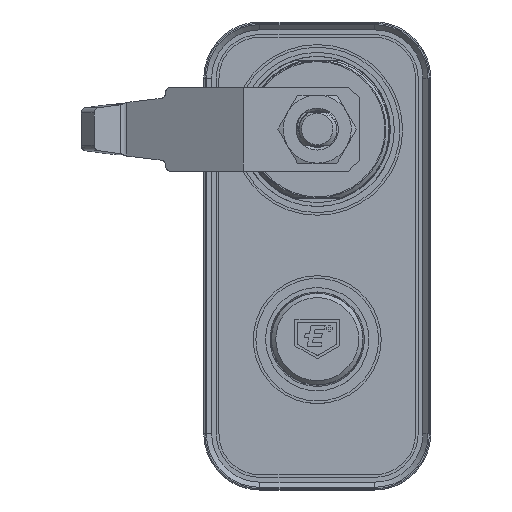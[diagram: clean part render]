
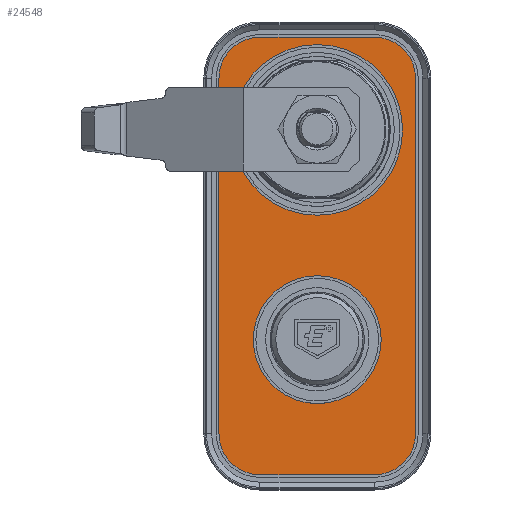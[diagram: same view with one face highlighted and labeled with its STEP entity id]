
A CAD part, top view. The second image highlights one B-rep face of the part: STEP entity #24548.
In plain terms, the highlighted planar face has unit normal (0, 0, 1).
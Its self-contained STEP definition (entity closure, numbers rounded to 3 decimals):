
#913=FACE_BOUND('',#6391,.T.);
#914=FACE_BOUND('',#6392,.T.);
#1170=CIRCLE('',#26182,7.8);
#1171=CIRCLE('',#26183,7.8);
#1172=CIRCLE('',#26184,7.8);
#1173=CIRCLE('',#26185,7.8);
#1174=CIRCLE('',#26186,12.2);
#1175=CIRCLE('',#26187,16.273);
#1988=LINE('',#42830,#3263);
#1989=LINE('',#42834,#3264);
#1990=LINE('',#42838,#3265);
#1991=LINE('',#42841,#3266);
#3263=VECTOR('',#28668,1.);
#3264=VECTOR('',#28671,1.);
#3265=VECTOR('',#28674,1.);
#3266=VECTOR('',#28677,1.);
#4953=FACE_OUTER_BOUND('',#6390,.T.);
#6390=EDGE_LOOP('',(#17173,#17174,#17175,#17176,#17177,#17178,#17179,#17180));
#6391=EDGE_LOOP('',(#17181));
#6392=EDGE_LOOP('',(#17182));
#9715=VERTEX_POINT('',#42826);
#9716=VERTEX_POINT('',#42827);
#9717=VERTEX_POINT('',#42829);
#9718=VERTEX_POINT('',#42831);
#9719=VERTEX_POINT('',#42833);
#9720=VERTEX_POINT('',#42835);
#9721=VERTEX_POINT('',#42837);
#9722=VERTEX_POINT('',#42839);
#9723=VERTEX_POINT('',#42842);
#9724=VERTEX_POINT('',#42844);
#12580=EDGE_CURVE('',#9715,#9716,#1170,.T.);
#12581=EDGE_CURVE('',#9716,#9717,#1988,.T.);
#12582=EDGE_CURVE('',#9717,#9718,#1171,.T.);
#12583=EDGE_CURVE('',#9718,#9719,#1989,.T.);
#12584=EDGE_CURVE('',#9719,#9720,#1172,.T.);
#12585=EDGE_CURVE('',#9720,#9721,#1990,.T.);
#12586=EDGE_CURVE('',#9721,#9722,#1173,.T.);
#12587=EDGE_CURVE('',#9722,#9715,#1991,.T.);
#12588=EDGE_CURVE('',#9723,#9723,#1174,.T.);
#12589=EDGE_CURVE('',#9724,#9724,#1175,.T.);
#17173=ORIENTED_EDGE('',*,*,#12580,.T.);
#17174=ORIENTED_EDGE('',*,*,#12581,.T.);
#17175=ORIENTED_EDGE('',*,*,#12582,.T.);
#17176=ORIENTED_EDGE('',*,*,#12583,.T.);
#17177=ORIENTED_EDGE('',*,*,#12584,.T.);
#17178=ORIENTED_EDGE('',*,*,#12585,.T.);
#17179=ORIENTED_EDGE('',*,*,#12586,.T.);
#17180=ORIENTED_EDGE('',*,*,#12587,.T.);
#17181=ORIENTED_EDGE('',*,*,#12588,.T.);
#17182=ORIENTED_EDGE('',*,*,#12589,.T.);
#23995=PLANE('',#26181);
#24548=ADVANCED_FACE('',(#4953,#913,#914),#23995,.T.);
#26181=AXIS2_PLACEMENT_3D('',#42825,#28664,#28665);
#26182=AXIS2_PLACEMENT_3D('',#42828,#28666,#28667);
#26183=AXIS2_PLACEMENT_3D('',#42832,#28669,#28670);
#26184=AXIS2_PLACEMENT_3D('',#42836,#28672,#28673);
#26185=AXIS2_PLACEMENT_3D('',#42840,#28675,#28676);
#26186=AXIS2_PLACEMENT_3D('',#42843,#28678,#28679);
#26187=AXIS2_PLACEMENT_3D('',#42845,#28680,#28681);
#28664=DIRECTION('center_axis',(0.,0.,1.));
#28665=DIRECTION('ref_axis',(0.,-1.,0.));
#28666=DIRECTION('center_axis',(0.,0.,1.));
#28667=DIRECTION('ref_axis',(1.,0.,0.));
#28668=DIRECTION('',(1.,0.,0.));
#28669=DIRECTION('center_axis',(0.,0.,1.));
#28670=DIRECTION('ref_axis',(1.,0.,0.));
#28671=DIRECTION('',(0.,1.,0.));
#28672=DIRECTION('center_axis',(0.,0.,1.));
#28673=DIRECTION('ref_axis',(1.,0.,0.));
#28674=DIRECTION('',(-1.,0.,0.));
#28675=DIRECTION('center_axis',(0.,0.,1.));
#28676=DIRECTION('ref_axis',(1.,0.,0.));
#28677=DIRECTION('',(0.,-1.,0.));
#28678=DIRECTION('center_axis',(0.,0.,-1.));
#28679=DIRECTION('ref_axis',(1.,0.,0.));
#28680=DIRECTION('center_axis',(0.,0.,-1.));
#28681=DIRECTION('ref_axis',(1.,0.,0.));
#42825=CARTESIAN_POINT('Origin',(0.,132.329,12.5));
#42826=CARTESIAN_POINT('',(-18.739,98.403,12.5));
#42827=CARTESIAN_POINT('',(-10.939,90.603,12.5));
#42828=CARTESIAN_POINT('Origin',(-10.939,98.403,12.5));
#42829=CARTESIAN_POINT('',(10.939,90.603,12.5));
#42830=CARTESIAN_POINT('',(-10.939,90.603,12.5));
#42831=CARTESIAN_POINT('',(18.739,98.403,12.5));
#42832=CARTESIAN_POINT('Origin',(10.939,98.403,12.5));
#42833=CARTESIAN_POINT('',(18.739,166.255,12.5));
#42834=CARTESIAN_POINT('',(18.739,98.403,12.5));
#42835=CARTESIAN_POINT('',(10.939,174.055,12.5));
#42836=CARTESIAN_POINT('Origin',(10.939,166.255,12.5));
#42837=CARTESIAN_POINT('',(-10.939,174.055,12.5));
#42838=CARTESIAN_POINT('',(10.939,174.055,12.5));
#42839=CARTESIAN_POINT('',(-18.739,166.255,12.5));
#42840=CARTESIAN_POINT('Origin',(-10.939,166.255,12.5));
#42841=CARTESIAN_POINT('',(-18.739,166.255,12.5));
#42842=CARTESIAN_POINT('',(-12.2,116.369,12.5));
#42843=CARTESIAN_POINT('Origin',(0.,116.369,12.5));
#42844=CARTESIAN_POINT('',(-16.273,156.369,12.5));
#42845=CARTESIAN_POINT('Origin',(0.,156.369,12.5));
